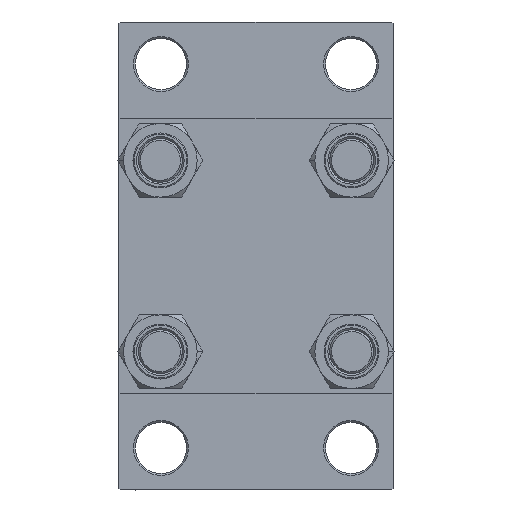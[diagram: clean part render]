
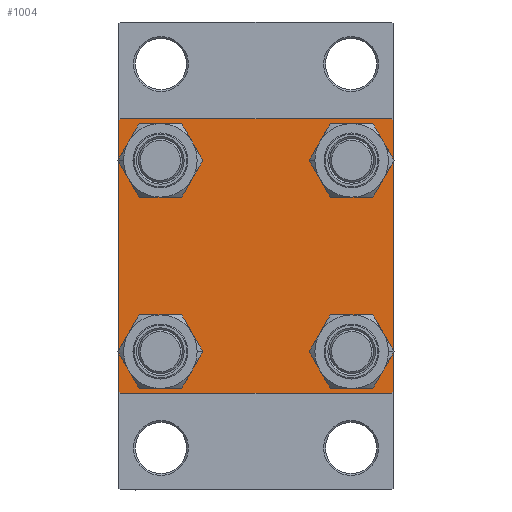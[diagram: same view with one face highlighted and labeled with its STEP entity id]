
A CAD part, left-side view. The second image highlights one B-rep face of the part: STEP entity #1004.
In plain terms, the highlighted planar face has unit normal (-1, 0, 0).
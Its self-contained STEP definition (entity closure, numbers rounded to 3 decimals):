
#23 = EDGE_LOOP ( 'NONE', ( #5568, #38987 ) ) ;
#36 = AXIS2_PLACEMENT_3D ( 'NONE', #47513, #32067, #36628 ) ;
#340 = LINE ( 'NONE', #44575, #37870 ) ;
#719 = AXIS2_PLACEMENT_3D ( 'NONE', #26104, #7507, #22023 ) ;
#1004 = ADVANCED_FACE ( 'NONE', ( #19042, #40757, #33051, #4040, #33524 ), #25562, .T. ) ;
#1278 = EDGE_CURVE ( 'NONE', #32323, #32048, #8717, .T. ) ;
#1993 = CIRCLE ( 'NONE', #3493, 6.5 ) ;
#2466 = CARTESIAN_POINT ( 'NONE',  ( 0., 37., -37.5 ) ) ;
#2702 = EDGE_CURVE ( 'NONE', #32048, #25706, #3554, .T. ) ;
#3125 = DIRECTION ( 'NONE',  ( 0., 0., 1. ) ) ;
#3436 = DIRECTION ( 'NONE',  ( 0., 0., 1. ) ) ;
#3493 = AXIS2_PLACEMENT_3D ( 'NONE', #14515, #29234, #43980 ) ;
#3517 = DIRECTION ( 'NONE',  ( 0., -1., 0. ) ) ;
#3554 = LINE ( 'NONE', #29630, #4885 ) ;
#3571 = CARTESIAN_POINT ( 'NONE',  ( 0., 0., 0. ) ) ;
#3632 = EDGE_CURVE ( 'NONE', #43723, #31042, #43445, .T. ) ;
#4040 = FACE_BOUND ( 'NONE', #41022, .T. ) ;
#4094 = DIRECTION ( 'NONE',  ( 1., 0., 0. ) ) ;
#4240 = VECTOR ( 'NONE', #28120, 1000. ) ;
#4313 = ORIENTED_EDGE ( 'NONE', *, *, #15948, .T. ) ;
#4509 = ORIENTED_EDGE ( 'NONE', *, *, #10891, .T. ) ;
#4885 = VECTOR ( 'NONE', #40509, 1000. ) ;
#5307 = CARTESIAN_POINT ( 'NONE',  ( 0., 37.25, -37.25 ) ) ;
#5312 = CARTESIAN_POINT ( 'NONE',  ( 0., 37.5, -37. ) ) ;
#5438 = VECTOR ( 'NONE', #3517, 1000. ) ;
#5568 = ORIENTED_EDGE ( 'NONE', *, *, #22255, .T. ) ;
#6007 = VERTEX_POINT ( 'NONE', #47166 ) ;
#6128 = CARTESIAN_POINT ( 'NONE',  ( 0., -26.15, 19.65 ) ) ;
#6516 = DIRECTION ( 'NONE',  ( 1., 0., 0. ) ) ;
#7138 = LINE ( 'NONE', #21894, #5438 ) ;
#7154 = AXIS2_PLACEMENT_3D ( 'NONE', #3571, #44632, #43925 ) ;
#7507 = DIRECTION ( 'NONE',  ( 1., 0., 0. ) ) ;
#8045 = AXIS2_PLACEMENT_3D ( 'NONE', #34171, #31034, #23062 ) ;
#8475 = DIRECTION ( 'NONE',  ( 0., -1., 0. ) ) ;
#8717 = LINE ( 'NONE', #16706, #9488 ) ;
#8779 = AXIS2_PLACEMENT_3D ( 'NONE', #36225, #6516, #3125 ) ;
#8842 = DIRECTION ( 'NONE',  ( 1., 0., 0. ) ) ;
#9488 = VECTOR ( 'NONE', #8475, 1000. ) ;
#10216 = CARTESIAN_POINT ( 'NONE',  ( 0., 26.15, -26.15 ) ) ;
#10891 = EDGE_CURVE ( 'NONE', #35876, #46254, #29736, .T. ) ;
#11894 = CARTESIAN_POINT ( 'NONE',  ( 0., 26.15, -32.65 ) ) ;
#12559 = LINE ( 'NONE', #5307, #24524 ) ;
#14371 = CARTESIAN_POINT ( 'NONE',  ( 0., -37., -37.5 ) ) ;
#14515 = CARTESIAN_POINT ( 'NONE',  ( 0., -26.15, -26.15 ) ) ;
#15059 = CARTESIAN_POINT ( 'NONE',  ( 0., -26.15, 32.65 ) ) ;
#15948 = EDGE_CURVE ( 'NONE', #32208, #16228, #340, .T. ) ;
#16228 = VERTEX_POINT ( 'NONE', #5312 ) ;
#16706 = CARTESIAN_POINT ( 'NONE',  ( 0., 37.5, -37.5 ) ) ;
#16742 = EDGE_CURVE ( 'NONE', #39057, #43010, #26266, .T. ) ;
#17455 = CARTESIAN_POINT ( 'NONE',  ( 0., -37.5, 37. ) ) ;
#17459 = CARTESIAN_POINT ( 'NONE',  ( 0., 37.25, 37.25 ) ) ;
#18299 = ORIENTED_EDGE ( 'NONE', *, *, #44614, .T. ) ;
#19007 = EDGE_LOOP ( 'NONE', ( #30838, #36523 ) ) ;
#19042 = FACE_BOUND ( 'NONE', #19007, .T. ) ;
#20149 = CARTESIAN_POINT ( 'NONE',  ( 0., 37.5, 37. ) ) ;
#20299 = ORIENTED_EDGE ( 'NONE', *, *, #21828, .T. ) ;
#21297 = CARTESIAN_POINT ( 'NONE',  ( 0., -37., 37.5 ) ) ;
#21483 = CARTESIAN_POINT ( 'NONE',  ( 0., 26.15, -19.65 ) ) ;
#21594 = CARTESIAN_POINT ( 'NONE',  ( 0., 26.15, 32.65 ) ) ;
#21705 = CARTESIAN_POINT ( 'NONE',  ( 0., -37.25, 37.25 ) ) ;
#21828 = EDGE_CURVE ( 'NONE', #43027, #41649, #37934, .T. ) ;
#21894 = CARTESIAN_POINT ( 'NONE',  ( 0., 37.5, 37.5 ) ) ;
#21899 = CIRCLE ( 'NONE', #8779, 6.5 ) ;
#22023 = DIRECTION ( 'NONE',  ( 0., 0., 1. ) ) ;
#22255 = EDGE_CURVE ( 'NONE', #25131, #6007, #44894, .T. ) ;
#23062 = DIRECTION ( 'NONE',  ( 0., 0., 1. ) ) ;
#23274 = AXIS2_PLACEMENT_3D ( 'NONE', #10216, #32924, #3436 ) ;
#24482 = ORIENTED_EDGE ( 'NONE', *, *, #28151, .T. ) ;
#24524 = VECTOR ( 'NONE', #30690, 1000. ) ;
#24541 = ORIENTED_EDGE ( 'NONE', *, *, #34766, .F. ) ;
#25131 = VERTEX_POINT ( 'NONE', #27593 ) ;
#25562 = PLANE ( 'NONE',  #7154 ) ;
#25706 = VERTEX_POINT ( 'NONE', #37517 ) ;
#26104 = CARTESIAN_POINT ( 'NONE',  ( 0., -26.15, 26.15 ) ) ;
#26246 = CARTESIAN_POINT ( 'NONE',  ( 0., 37., 37.5 ) ) ;
#26266 = CIRCLE ( 'NONE', #36, 6.5 ) ;
#26673 = EDGE_CURVE ( 'NONE', #41649, #43027, #21899, .T. ) ;
#27593 = CARTESIAN_POINT ( 'NONE',  ( 0., -26.15, -19.65 ) ) ;
#27859 = VERTEX_POINT ( 'NONE', #26246 ) ;
#28120 = DIRECTION ( 'NONE',  ( 0., 0., -1. ) ) ;
#28151 = EDGE_CURVE ( 'NONE', #46254, #35876, #41220, .T. ) ;
#29054 = ORIENTED_EDGE ( 'NONE', *, *, #1278, .T. ) ;
#29234 = DIRECTION ( 'NONE',  ( 1., 0., 0. ) ) ;
#29630 = CARTESIAN_POINT ( 'NONE',  ( 0., -37.25, -37.25 ) ) ;
#29736 = CIRCLE ( 'NONE', #41328, 6.5 ) ;
#30186 = DIRECTION ( 'NONE',  ( 0., 0., 1. ) ) ;
#30690 = DIRECTION ( 'NONE',  ( 0., -0.707, -0.707 ) ) ;
#30838 = ORIENTED_EDGE ( 'NONE', *, *, #44669, .T. ) ;
#31034 = DIRECTION ( 'NONE',  ( 1., 0., 0. ) ) ;
#31042 = VERTEX_POINT ( 'NONE', #21297 ) ;
#31053 = AXIS2_PLACEMENT_3D ( 'NONE', #34057, #4094, #30186 ) ;
#31095 = EDGE_CURVE ( 'NONE', #6007, #25131, #1993, .T. ) ;
#31644 = CIRCLE ( 'NONE', #719, 6.5 ) ;
#32048 = VERTEX_POINT ( 'NONE', #14371 ) ;
#32067 = DIRECTION ( 'NONE',  ( 1., 0., 0. ) ) ;
#32208 = VERTEX_POINT ( 'NONE', #20149 ) ;
#32323 = VERTEX_POINT ( 'NONE', #2466 ) ;
#32420 = DIRECTION ( 'NONE',  ( 0., 0.707, -0.707 ) ) ;
#32924 = DIRECTION ( 'NONE',  ( 1., 0., 0. ) ) ;
#33051 = FACE_BOUND ( 'NONE', #40624, .T. ) ;
#33524 = FACE_OUTER_BOUND ( 'NONE', #43136, .T. ) ;
#33943 = CARTESIAN_POINT ( 'NONE',  ( 0., 26.15, 19.65 ) ) ;
#34057 = CARTESIAN_POINT ( 'NONE',  ( 0., -26.15, -26.15 ) ) ;
#34171 = CARTESIAN_POINT ( 'NONE',  ( 0., 26.15, 26.15 ) ) ;
#34688 = DIRECTION ( 'NONE',  ( 0., 0., 1. ) ) ;
#34766 = EDGE_CURVE ( 'NONE', #43723, #25706, #34896, .T. ) ;
#34896 = LINE ( 'NONE', #42147, #4240 ) ;
#35876 = VERTEX_POINT ( 'NONE', #21594 ) ;
#36190 = DIRECTION ( 'NONE',  ( 0., 0.707, 0.707 ) ) ;
#36225 = CARTESIAN_POINT ( 'NONE',  ( 0., 26.15, -26.15 ) ) ;
#36523 = ORIENTED_EDGE ( 'NONE', *, *, #16742, .T. ) ;
#36628 = DIRECTION ( 'NONE',  ( 0., 0., 1. ) ) ;
#37517 = CARTESIAN_POINT ( 'NONE',  ( 0., -37.5, -37. ) ) ;
#37870 = VECTOR ( 'NONE', #40932, 1000. ) ;
#37934 = CIRCLE ( 'NONE', #23274, 6.5 ) ;
#38116 = VECTOR ( 'NONE', #36190, 1000. ) ;
#38987 = ORIENTED_EDGE ( 'NONE', *, *, #31095, .T. ) ;
#39057 = VERTEX_POINT ( 'NONE', #6128 ) ;
#39543 = EDGE_CURVE ( 'NONE', #16228, #32323, #12559, .T. ) ;
#40509 = DIRECTION ( 'NONE',  ( 0., -0.707, 0.707 ) ) ;
#40624 = EDGE_LOOP ( 'NONE', ( #45576, #20299 ) ) ;
#40757 = FACE_BOUND ( 'NONE', #23, .T. ) ;
#40932 = DIRECTION ( 'NONE',  ( 0., 0., -1. ) ) ;
#40989 = ORIENTED_EDGE ( 'NONE', *, *, #3632, .T. ) ;
#41022 = EDGE_LOOP ( 'NONE', ( #4509, #24482 ) ) ;
#41220 = CIRCLE ( 'NONE', #8045, 6.5 ) ;
#41328 = AXIS2_PLACEMENT_3D ( 'NONE', #41932, #8842, #34688 ) ;
#41649 = VERTEX_POINT ( 'NONE', #21483 ) ;
#41932 = CARTESIAN_POINT ( 'NONE',  ( 0., 26.15, 26.15 ) ) ;
#42147 = CARTESIAN_POINT ( 'NONE',  ( 0., -37.5, 37.5 ) ) ;
#43010 = VERTEX_POINT ( 'NONE', #15059 ) ;
#43027 = VERTEX_POINT ( 'NONE', #11894 ) ;
#43136 = EDGE_LOOP ( 'NONE', ( #4313, #45824, #29054, #44595, #24541, #40989, #46550, #18299 ) ) ;
#43214 = VECTOR ( 'NONE', #32420, 1000. ) ;
#43290 = LINE ( 'NONE', #17459, #43214 ) ;
#43445 = LINE ( 'NONE', #21705, #38116 ) ;
#43723 = VERTEX_POINT ( 'NONE', #17455 ) ;
#43925 = DIRECTION ( 'NONE',  ( 0., 0., 1. ) ) ;
#43980 = DIRECTION ( 'NONE',  ( 0., 0., 1. ) ) ;
#44575 = CARTESIAN_POINT ( 'NONE',  ( 0., 37.5, 37.5 ) ) ;
#44595 = ORIENTED_EDGE ( 'NONE', *, *, #2702, .T. ) ;
#44614 = EDGE_CURVE ( 'NONE', #27859, #32208, #43290, .T. ) ;
#44632 = DIRECTION ( 'NONE',  ( -1., 0., 0. ) ) ;
#44669 = EDGE_CURVE ( 'NONE', #43010, #39057, #31644, .T. ) ;
#44894 = CIRCLE ( 'NONE', #31053, 6.5 ) ;
#45576 = ORIENTED_EDGE ( 'NONE', *, *, #26673, .T. ) ;
#45824 = ORIENTED_EDGE ( 'NONE', *, *, #39543, .T. ) ;
#46254 = VERTEX_POINT ( 'NONE', #33943 ) ;
#46550 = ORIENTED_EDGE ( 'NONE', *, *, #47295, .F. ) ;
#47166 = CARTESIAN_POINT ( 'NONE',  ( 0., -26.15, -32.65 ) ) ;
#47295 = EDGE_CURVE ( 'NONE', #27859, #31042, #7138, .T. ) ;
#47513 = CARTESIAN_POINT ( 'NONE',  ( 0., -26.15, 26.15 ) ) ;
